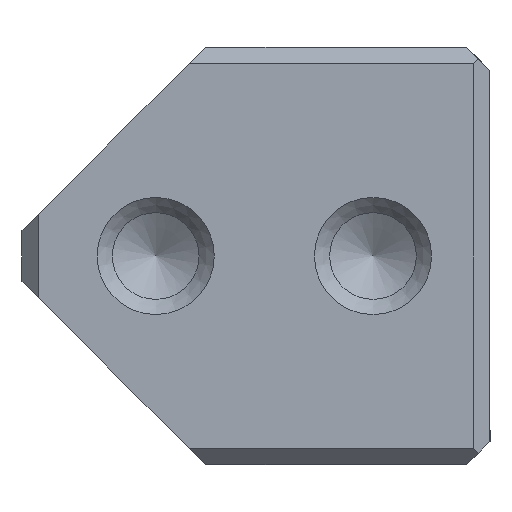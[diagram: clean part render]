
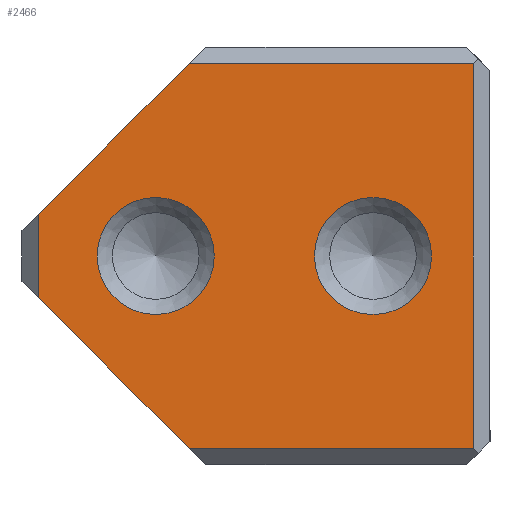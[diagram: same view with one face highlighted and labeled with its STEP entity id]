
A CAD part, left-side view. The second image highlights one B-rep face of the part: STEP entity #2466.
In plain terms, the highlighted planar face has unit normal (-1, 0, 0).
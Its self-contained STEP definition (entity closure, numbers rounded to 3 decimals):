
#2466=ADVANCED_FACE('',(#3208,#3209,#3210),#2850,.T.);
#2850=PLANE('',#8742);
#3091=CIRCLE('',#8740,3.5);
#3092=CIRCLE('',#8741,3.5);
#3208=FACE_BOUND('',#3437,.T.);
#3209=FACE_BOUND('',#3438,.T.);
#3210=FACE_BOUND('',#3439,.T.);
#3437=EDGE_LOOP('',(#4344));
#3438=EDGE_LOOP('',(#4345));
#3439=EDGE_LOOP('',(#4346,#4347,#4348,#4349,#4350,#4351));
#4344=ORIENTED_EDGE('',*,*,#6794,.T.);
#4345=ORIENTED_EDGE('',*,*,#6795,.T.);
#4346=ORIENTED_EDGE('',*,*,#6796,.T.);
#4347=ORIENTED_EDGE('',*,*,#6797,.T.);
#4348=ORIENTED_EDGE('',*,*,#6798,.T.);
#4349=ORIENTED_EDGE('',*,*,#6799,.T.);
#4350=ORIENTED_EDGE('',*,*,#6800,.T.);
#4351=ORIENTED_EDGE('',*,*,#6801,.T.);
#6156=VERTEX_POINT('',#11251);
#6157=VERTEX_POINT('',#11253);
#6158=VERTEX_POINT('',#11255);
#6159=VERTEX_POINT('',#11256);
#6160=VERTEX_POINT('',#11258);
#6161=VERTEX_POINT('',#11260);
#6162=VERTEX_POINT('',#11262);
#6163=VERTEX_POINT('',#11264);
#6794=EDGE_CURVE('',#6156,#6156,#3091,.T.);
#6795=EDGE_CURVE('',#6157,#6157,#3092,.T.);
#6796=EDGE_CURVE('',#6158,#6159,#7611,.T.);
#6797=EDGE_CURVE('',#6159,#6160,#7612,.T.);
#6798=EDGE_CURVE('',#6160,#6161,#7613,.T.);
#6799=EDGE_CURVE('',#6161,#6162,#7614,.T.);
#6800=EDGE_CURVE('',#6162,#6163,#7615,.T.);
#6801=EDGE_CURVE('',#6163,#6158,#7616,.T.);
#7611=LINE('',#11254,#8247);
#7612=LINE('',#11257,#8248);
#7613=LINE('',#11259,#8249);
#7614=LINE('',#11261,#8250);
#7615=LINE('',#11263,#8251);
#7616=LINE('',#11265,#8252);
#8247=VECTOR('',#9304,1.);
#8248=VECTOR('',#9305,1.);
#8249=VECTOR('',#9306,1.);
#8250=VECTOR('',#9307,1.);
#8251=VECTOR('',#9308,1.);
#8252=VECTOR('',#9309,1.);
#8740=AXIS2_PLACEMENT_3D('',#11250,#9300,#9301);
#8741=AXIS2_PLACEMENT_3D('',#11252,#9302,#9303);
#8742=AXIS2_PLACEMENT_3D('',#11266,#9310,#9311);
#9300=DIRECTION('',(1.,0.,0.));
#9301=DIRECTION('',(0.,0.,-1.));
#9302=DIRECTION('',(1.,0.,0.));
#9303=DIRECTION('',(0.,0.,-1.));
#9304=DIRECTION('',(0.,0.707,-0.707));
#9305=DIRECTION('',(0.,0.,-1.));
#9306=DIRECTION('',(0.,-0.707,-0.707));
#9307=DIRECTION('',(0.,-1.,0.));
#9308=DIRECTION('',(0.,0.,1.));
#9309=DIRECTION('',(0.,1.,0.));
#9310=DIRECTION('',(-1.,0.,0.));
#9311=DIRECTION('',(0.,0.,-1.));
#11250=CARTESIAN_POINT('',(0.,20.,12.5));
#11251=CARTESIAN_POINT('',(0.,20.,9.));
#11252=CARTESIAN_POINT('',(0.,7.,12.5));
#11253=CARTESIAN_POINT('',(0.,7.,9.));
#11254=CARTESIAN_POINT('',(0.,28.001,14.001));
#11255=CARTESIAN_POINT('',(0.,18.002,24.));
#11256=CARTESIAN_POINT('',(0.,27.,15.002));
#11257=CARTESIAN_POINT('',(0.,27.,0.));
#11258=CARTESIAN_POINT('',(0.,27.,9.998));
#11259=CARTESIAN_POINT('',(0.,15.501,-1.501));
#11260=CARTESIAN_POINT('',(0.,18.002,1.));
#11261=CARTESIAN_POINT('',(0.,14.,1.));
#11262=CARTESIAN_POINT('',(0.,1.,1.));
#11263=CARTESIAN_POINT('',(0.,1.,0.));
#11264=CARTESIAN_POINT('',(0.,1.,24.));
#11265=CARTESIAN_POINT('',(0.,14.,24.));
#11266=CARTESIAN_POINT('',(0.,14.,0.));
